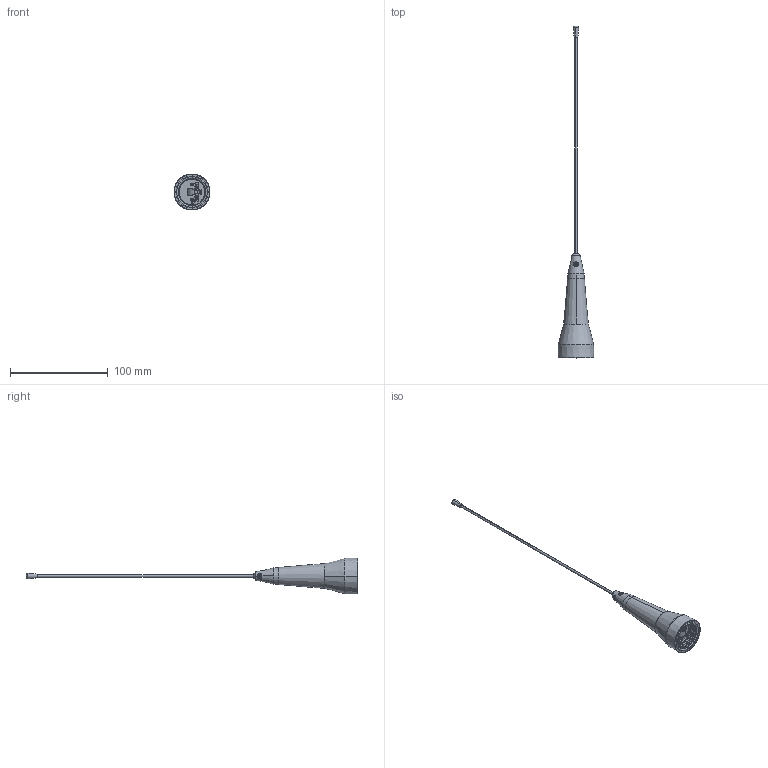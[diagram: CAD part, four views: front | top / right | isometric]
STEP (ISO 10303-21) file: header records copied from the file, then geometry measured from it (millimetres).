
FILE_DESCRIPTION (( 'STEP AP214' ), '1' );
FILE_NAME ('FM51MP1005_3D.step', '2023-01-17T21:10:52', ( '' ), ( '' ), 'SwSTEP 2.0', 'SolidWorks 2022', '' );
FILE_SCHEMA (( 'AUTOMOTIVE_DESIGN' ));
Length unit declared in the file: millimetre
Products named in the file (32): 7A-00037_REV-A; 7-00015_REV-A; 6-00072_REV-1; 2A-00019_REV-A_2A-00020; 8-00006_REV-B; 7-00037_Rev-A; 18-00010_REV-A; 7-00060_REV-A; 3-00008_REV-C_Installed; 34-00001_REV-A; 13-00015_REV-A_91420A118; 7-00022_REV-B; 2A-00020_REV-B; 6-A145-02; GS 4-5_REV-A; FM51MP1005_3D; 3A-00007_Rev-D; 6A-00002_REV-B; EM6A-00006-Z00_REV-A; 7-00014_REV-A; 3-00007_Rev-C; 6A-00021_REV-1; 7-00059_Rev-A; EMFLX3A-00001-REV-C; 13-00021_92311A422; 9-00002_REV-A; 2-00009_REV-A_CUT; 1-00009_REV-A; 5-00011_REV-B; GS 4-12_REV-A; 8-00015_REV-A; 13-00006_92313A820
Assembly tree (32 placements, depth 4):
  FM51MP1005_3D
    2A-00020_REV-B
      2A-00019_REV-A_2A-00020
        2-00009_REV-A_CUT
        1-00009_REV-A  x2
    EMFLX3A-00001-REV-C
      6A-00002_REV-B
        7-00014_REV-A
        6-A145-02
        7-00015_REV-A
      7A-00037_REV-A
        7-00037_Rev-A
        13-00006_92313A820
        13-00021_92311A422
      GS 4-5_REV-A
      GS 4-12_REV-A
      18-00010_REV-A
    EM6A-00006-Z00_REV-A
      3A-00007_Rev-D
        5-00011_REV-B
        8-00015_REV-A
        8-00006_REV-B
        3-00007_Rev-C
        13-00015_REV-A_91420A118
        7-00022_REV-B
        34-00001_REV-A
      6A-00021_REV-1
        6-00072_REV-1
        7-00059_Rev-A
        7-00060_REV-A
      9-00002_REV-A
      3-00008_REV-C_Installed
Bounding box: 36.91 x 340.43 x 36.91 mm (x, y, z)
Surface area: 31508.3 mm2 (no closed solid volume)
Topology: 0 solids, 25 shells, 1181 faces, 3203 edges, 2088 vertices
Faces by surface type: cylinder 531, bspline 278, plane 203, cone 169
Entity records: 89072 total; most frequent: CARTESIAN_POINT 48753, ORIENTED_EDGE 6322, DIRECTION 4672, EDGE_CURVE 3162, VERTEX_POINT 2077, AXIS2_PLACEMENT_3D 1823, EDGE_LOOP 1254, UNCERTAINTY_MEASURE_WITH_UNIT 1227
